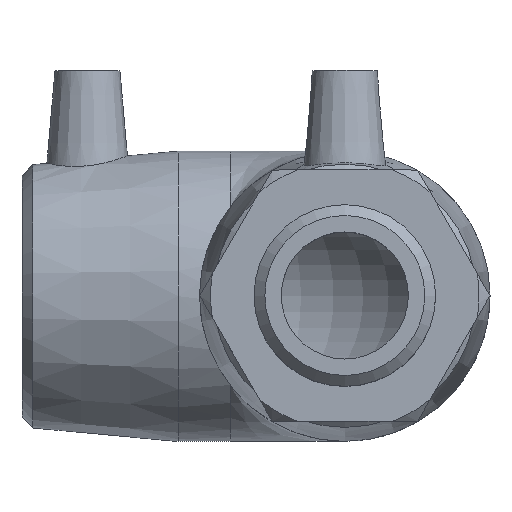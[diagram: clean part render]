
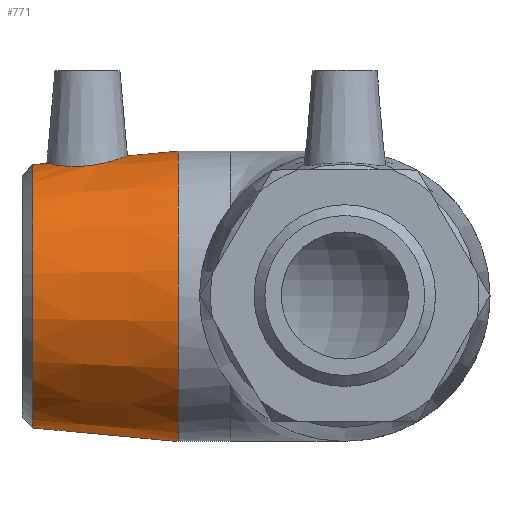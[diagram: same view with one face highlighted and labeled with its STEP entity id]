
A CAD part, top view. The second image highlights one B-rep face of the part: STEP entity #771.
In plain terms, the highlighted conical face has half-angle 5.316 degrees and reference radius 31.825 mm.
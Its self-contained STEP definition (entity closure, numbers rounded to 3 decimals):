
#17=B_SPLINE_CURVE_WITH_KNOTS('',3,(#1342,#1343,#1344,#1345,#1346,#1347,
#1348,#1349,#1350,#1351,#1352,#1353,#1354,#1355,#1356,#1357,#1358,#1359,
#1360,#1361,#1362,#1363,#1364,#1365,#1366,#1367,#1368,#1369,#1370,#1371,
#1372,#1373,#1374,#1375),.UNSPECIFIED.,.T.,.F.,(4,2,2,2,2,2,2,2,2,2,2,2,
2,2,2,2,4),(0.,0.346,0.691,1.039,1.387,
1.735,2.083,2.429,2.774,3.142,
3.51,3.87,4.231,4.591,4.951,
5.319,5.687),.UNSPECIFIED.);
#123=FACE_BOUND('',#248,.T.);
#124=FACE_BOUND('',#249,.T.);
#180=FACE_OUTER_BOUND('',#247,.T.);
#247=EDGE_LOOP('',(#642));
#248=EDGE_LOOP('',(#643));
#249=EDGE_LOOP('',(#644));
#333=CIRCLE('',#854,30.382);
#334=CIRCLE('',#856,33.5);
#407=VERTEX_POINT('',#1336);
#408=VERTEX_POINT('',#1339);
#409=VERTEX_POINT('',#1341);
#501=EDGE_CURVE('',#407,#407,#333,.T.);
#502=EDGE_CURVE('',#408,#408,#334,.T.);
#503=EDGE_CURVE('',#409,#409,#17,.T.);
#642=ORIENTED_EDGE('',*,*,#502,.F.);
#643=ORIENTED_EDGE('',*,*,#503,.T.);
#644=ORIENTED_EDGE('',*,*,#501,.F.);
#738=CONICAL_SURFACE('',#855,31.825,5.316);
#771=ADVANCED_FACE('',(#180,#123,#124),#738,.T.);
#854=AXIS2_PLACEMENT_3D('',#1337,#1028,#1029);
#855=AXIS2_PLACEMENT_3D('',#1338,#1030,#1031);
#856=AXIS2_PLACEMENT_3D('',#1340,#1032,#1033);
#1028=DIRECTION('center_axis',(-1.,0.,0.));
#1029=DIRECTION('ref_axis',(0.,-1.,0.));
#1030=DIRECTION('center_axis',(1.,0.,0.));
#1031=DIRECTION('ref_axis',(0.,1.,0.));
#1032=DIRECTION('center_axis',(1.,0.,0.));
#1033=DIRECTION('ref_axis',(0.,0.,-1.));
#1336=CARTESIAN_POINT('',(-72.011,30.382,0.));
#1337=CARTESIAN_POINT('Origin',(-72.011,0.,0.));
#1338=CARTESIAN_POINT('Origin',(-56.5,0.,0.));
#1339=CARTESIAN_POINT('',(-38.5,33.5,0.));
#1340=CARTESIAN_POINT('Origin',(-38.5,0.,0.));
#1341=CARTESIAN_POINT('',(-59.735,30.086,9.411));
#1342=CARTESIAN_POINT('Ctrl Pts',(-59.735,30.086,9.411));
#1343=CARTESIAN_POINT('Ctrl Pts',(-60.882,29.985,9.379));
#1344=CARTESIAN_POINT('Ctrl Pts',(-62.101,29.951,9.116));
#1345=CARTESIAN_POINT('Ctrl Pts',(-64.332,30.021,8.121));
#1346=CARTESIAN_POINT('Ctrl Pts',(-65.343,30.12,7.391));
#1347=CARTESIAN_POINT('Ctrl Pts',(-66.937,30.329,5.728));
#1348=CARTESIAN_POINT('Ctrl Pts',(-67.627,30.453,4.682));
#1349=CARTESIAN_POINT('Ctrl Pts',(-68.541,30.632,2.398));
#1350=CARTESIAN_POINT('Ctrl Pts',(-68.765,30.684,1.16));
#1351=CARTESIAN_POINT('Ctrl Pts',(-68.765,30.684,-1.16));
#1352=CARTESIAN_POINT('Ctrl Pts',(-68.541,30.632,-2.398));
#1353=CARTESIAN_POINT('Ctrl Pts',(-67.627,30.453,-4.682));
#1354=CARTESIAN_POINT('Ctrl Pts',(-66.937,30.329,-5.728));
#1355=CARTESIAN_POINT('Ctrl Pts',(-65.343,30.12,-7.391));
#1356=CARTESIAN_POINT('Ctrl Pts',(-64.332,30.021,-8.121));
#1357=CARTESIAN_POINT('Ctrl Pts',(-62.101,29.951,-9.116));
#1358=CARTESIAN_POINT('Ctrl Pts',(-60.882,29.985,-9.379));
#1359=CARTESIAN_POINT('Ctrl Pts',(-58.514,30.195,-9.445));
#1360=CARTESIAN_POINT('Ctrl Pts',(-57.223,30.394,-9.223));
#1361=CARTESIAN_POINT('Ctrl Pts',(-54.861,30.894,-8.269));
#1362=CARTESIAN_POINT('Ctrl Pts',(-53.789,31.191,-7.538));
#1363=CARTESIAN_POINT('Ctrl Pts',(-52.115,31.708,-5.859));
#1364=CARTESIAN_POINT('Ctrl Pts',(-51.392,31.963,-4.804));
#1365=CARTESIAN_POINT('Ctrl Pts',(-50.427,32.317,-2.475));
#1366=CARTESIAN_POINT('Ctrl Pts',(-50.186,32.413,-1.201));
#1367=CARTESIAN_POINT('Ctrl Pts',(-50.186,32.413,1.201));
#1368=CARTESIAN_POINT('Ctrl Pts',(-50.427,32.317,2.475));
#1369=CARTESIAN_POINT('Ctrl Pts',(-51.392,31.963,4.804));
#1370=CARTESIAN_POINT('Ctrl Pts',(-52.115,31.708,5.859));
#1371=CARTESIAN_POINT('Ctrl Pts',(-53.789,31.191,7.538));
#1372=CARTESIAN_POINT('Ctrl Pts',(-54.861,30.894,8.269));
#1373=CARTESIAN_POINT('Ctrl Pts',(-57.223,30.394,9.223));
#1374=CARTESIAN_POINT('Ctrl Pts',(-58.514,30.195,9.445));
#1375=CARTESIAN_POINT('Ctrl Pts',(-59.735,30.086,9.411));
